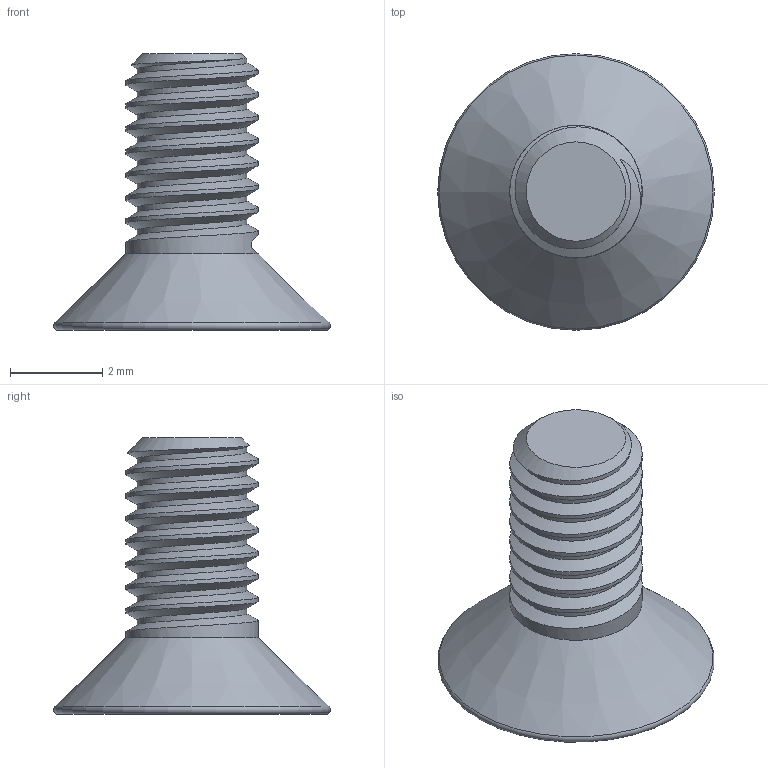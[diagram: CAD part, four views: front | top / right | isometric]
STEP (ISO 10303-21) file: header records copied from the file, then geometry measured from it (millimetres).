
FILE_DESCRIPTION(/* description */ (''),/* implementation_level */ '2;1');
FILE_NAME(/* name */ 'M3X6mm.stp',/* time_stamp */ '2012-03-22T17:21:19+11:00',/* author */ (''),/* organization */ (''),/* preprocessor_version */ 'ST-DEVELOPER v11',/* originating_system */ 'SIEMENS UGS NX 6.0',/* authorisation */ '');
FILE_SCHEMA (('CONFIG_CONTROL_DESIGN'));
Length unit declared in the file: millimetre
Products named in the file (1): M3X6
Bounding box: 6 x 6 x 6 mm (x, y, z)
Surface area: 133.6 mm2 (no closed solid volume)
Topology: 0 solids, 1 shells, 41 faces, 114 edges, 74 vertices
Faces by surface type: plane 19, cylinder 9, cone 7, bspline 5, torus 1
Full cylindrical faces by diameter (mm): 2.874 x8
Entity records: 3294 total; most frequent: CARTESIAN_POINT 2484, ORIENTED_EDGE 162, DIRECTION 119, EDGE_CURVE 81, VERTEX_POINT 55, AXIS2_PLACEMENT_3D 45, EDGE_LOOP 40, B_SPLINE_CURVE_WITH_KNOTS 37
